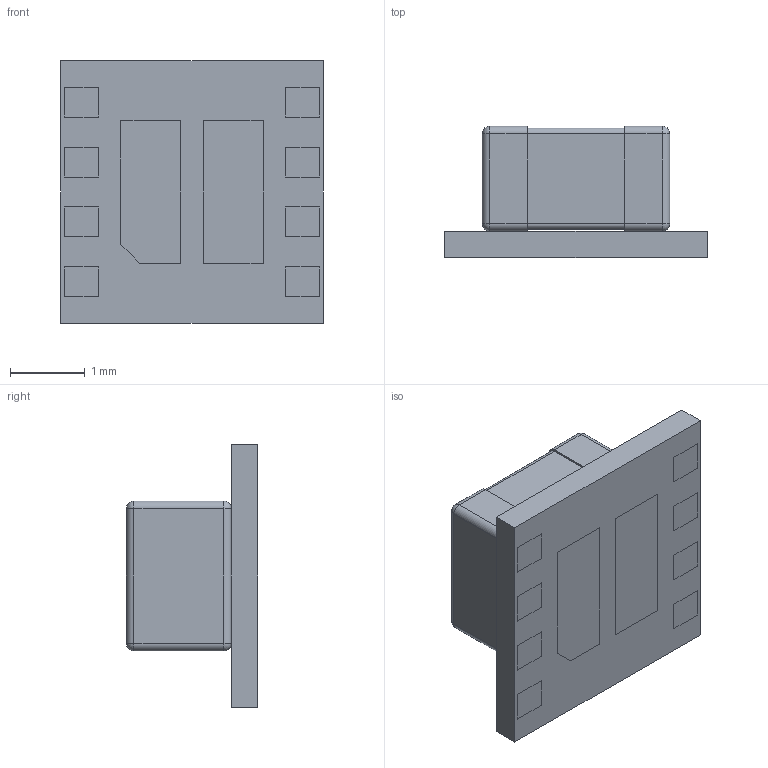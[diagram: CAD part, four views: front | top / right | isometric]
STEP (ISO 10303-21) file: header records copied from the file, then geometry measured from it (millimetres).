
FILE_DESCRIPTION (( 'STEP AP214' ), '1' );
FILE_NAME ('LMZ21701SILT.STEP', '2021-01-19T18:52:38', ( '' ), ( '' ), 'SwSTEP 2.0', 'SolidWorks 2017', '' );
FILE_SCHEMA (( 'AUTOMOTIVE_DESIGN' ));
Length unit declared in the file: millimetre
Products named in the file (1): LMZ21701SILT
Bounding box: 3.5 x 1.75 x 3.5 mm (x, y, z)
Volume: 11 mm3; surface area: 73.1 mm2
Topology: 15 solids, 15 shells, 171 faces, 374 edges, 236 vertices
Faces by surface type: plane 139, cylinder 24, sphere 8
Entity records: 6181 total; most frequent: CARTESIAN_POINT 774, DIRECTION 758, ORIENTED_EDGE 732, EDGE_CURVE 366, VECTOR 318, LINE 318, VERTEX_POINT 236, AXIS2_PLACEMENT_3D 220
